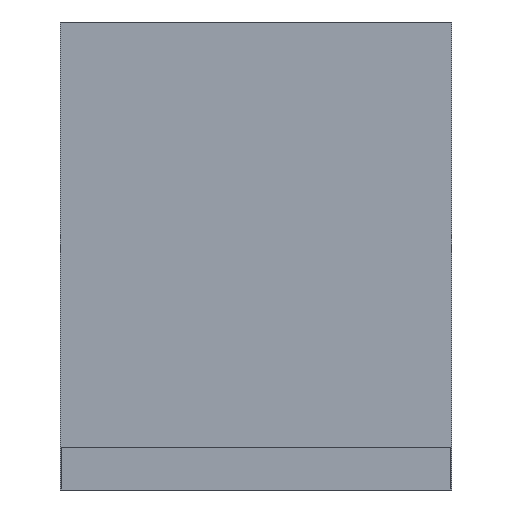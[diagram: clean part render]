
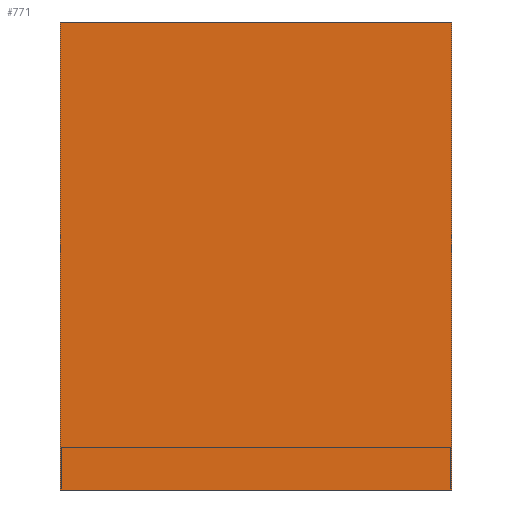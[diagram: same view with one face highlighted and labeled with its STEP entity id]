
A CAD part, left-side view. The second image highlights one B-rep face of the part: STEP entity #771.
In plain terms, the highlighted planar face has unit normal (-1, 0, 0).
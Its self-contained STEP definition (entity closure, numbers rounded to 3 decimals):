
#72 = EDGE_CURVE ( 'NONE', #451, #478, #754, .T. ) ;
#112 = EDGE_CURVE ( 'NONE', #161, #478, #644, .T. ) ;
#134 = PLANE ( 'NONE',  #222 ) ;
#136 = CARTESIAN_POINT ( 'NONE',  ( -460., 460., -1000. ) ) ;
#161 = VERTEX_POINT ( 'NONE', #348 ) ;
#188 = VECTOR ( 'NONE', #203, 1000. ) ;
#203 = DIRECTION ( 'NONE',  ( 0., 0., 1. ) ) ;
#222 = AXIS2_PLACEMENT_3D ( 'NONE', #136, #635, #625 ) ;
#233 = DIRECTION ( 'NONE',  ( 0., -1., 0. ) ) ;
#238 = LINE ( 'NONE', #462, #267 ) ;
#267 = VECTOR ( 'NONE', #270, 1000. ) ;
#270 = DIRECTION ( 'NONE',  ( 0., 1., 0. ) ) ;
#273 = VECTOR ( 'NONE', #428, 1000. ) ;
#287 = CARTESIAN_POINT ( 'NONE',  ( -460., 460., 0. ) ) ;
#323 = FACE_OUTER_BOUND ( 'NONE', #534, .T. ) ;
#348 = CARTESIAN_POINT ( 'NONE',  ( -460., 460., 0. ) ) ;
#355 = VECTOR ( 'NONE', #233, 1000. ) ;
#370 = EDGE_CURVE ( 'NONE', #509, #161, #473, .T. ) ;
#375 = ORIENTED_EDGE ( 'NONE', *, *, #448, .F. ) ;
#391 = ORIENTED_EDGE ( 'NONE', *, *, #112, .F. ) ;
#426 = CARTESIAN_POINT ( 'NONE',  ( -460., -460., -1000. ) ) ;
#428 = DIRECTION ( 'NONE',  ( 0., 0., 1. ) ) ;
#448 = EDGE_CURVE ( 'NONE', #451, #509, #238, .T. ) ;
#451 = VERTEX_POINT ( 'NONE', #643 ) ;
#462 = CARTESIAN_POINT ( 'NONE',  ( -460., -460., -1100. ) ) ;
#463 = ORIENTED_EDGE ( 'NONE', *, *, #72, .T. ) ;
#473 = LINE ( 'NONE', #506, #188 ) ;
#478 = VERTEX_POINT ( 'NONE', #768 ) ;
#506 = CARTESIAN_POINT ( 'NONE',  ( -460., 460., -1000. ) ) ;
#509 = VERTEX_POINT ( 'NONE', #605 ) ;
#534 = EDGE_LOOP ( 'NONE', ( #391, #719, #375, #463 ) ) ;
#605 = CARTESIAN_POINT ( 'NONE',  ( -460., 460., -1100. ) ) ;
#625 = DIRECTION ( 'NONE',  ( 0., -1., 0. ) ) ;
#635 = DIRECTION ( 'NONE',  ( -1., 0., 0. ) ) ;
#643 = CARTESIAN_POINT ( 'NONE',  ( -460., -460., -1100. ) ) ;
#644 = LINE ( 'NONE', #287, #355 ) ;
#719 = ORIENTED_EDGE ( 'NONE', *, *, #370, .F. ) ;
#754 = LINE ( 'NONE', #426, #273 ) ;
#768 = CARTESIAN_POINT ( 'NONE',  ( -460., -460., 0. ) ) ;
#771 = ADVANCED_FACE ( 'NONE', ( #323 ), #134, .T. ) ;
